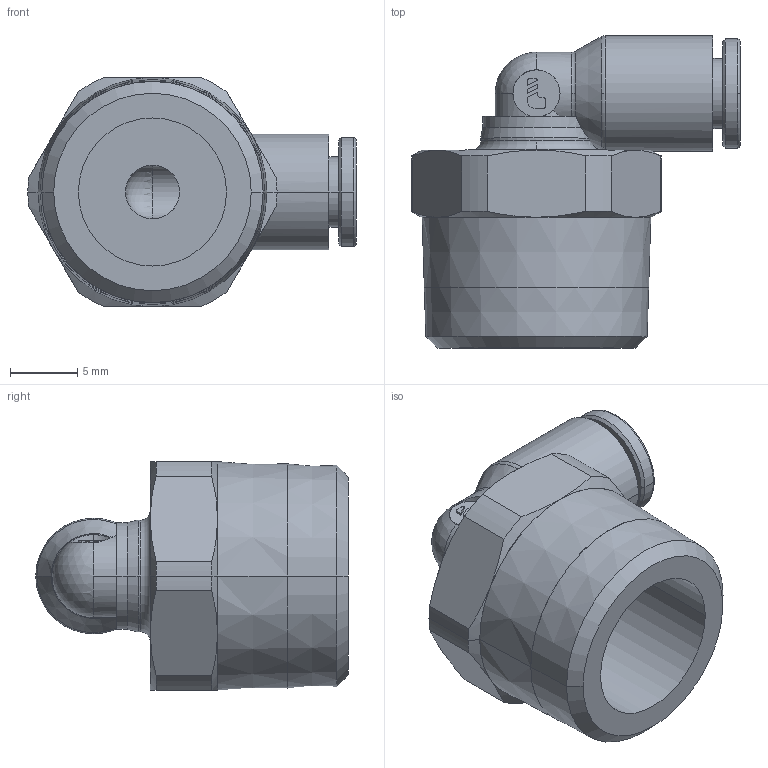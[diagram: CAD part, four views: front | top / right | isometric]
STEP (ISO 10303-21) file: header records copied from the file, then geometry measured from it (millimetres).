
FILE_DESCRIPTION(('STEP AP214'),'1');
FILE_NAME('3109_04_17.stp','2016-07-07T14:15:35',('TraceParts'),('TraceParts S.A.'),'Spatial InterOp 3D',' ',' ');
FILE_SCHEMA(('automotive_design'));
Length unit declared in the file: millimetre
Products named in the file (1): 1
Bounding box: 24.37 x 23.2 x 17 mm (x, y, z)
Volume: 2995.2 mm3; surface area: 2435.2 mm2
Topology: 1 solids, 1 shells, 111 faces, 286 edges, 181 vertices
Faces by surface type: cylinder 37, plane 34, cone 28, torus 10, sphere 2
Entity records: 3672 total; most frequent: CARTESIAN_POINT 961, DIRECTION 593, ORIENTED_EDGE 566, EDGE_CURVE 283, AXIS2_PLACEMENT_3D 247, VERTEX_POINT 181, CIRCLE 131, EDGE_LOOP 122
